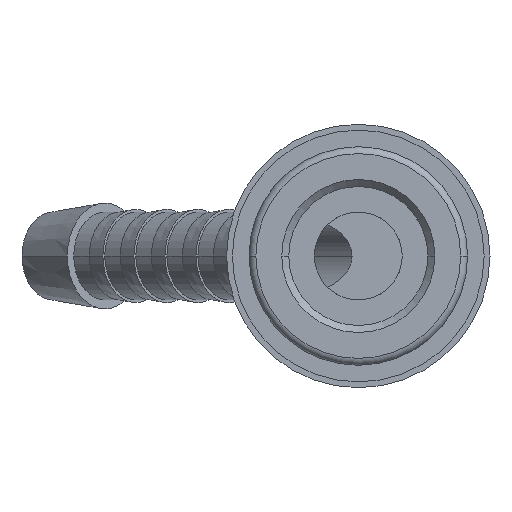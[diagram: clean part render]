
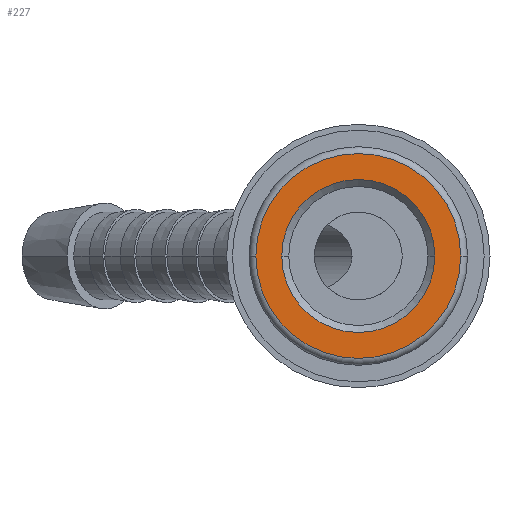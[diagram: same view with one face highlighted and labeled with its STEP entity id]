
A CAD part, front view. The second image highlights one B-rep face of the part: STEP entity #227.
In plain terms, the highlighted planar face has unit normal (0, -1, 0).
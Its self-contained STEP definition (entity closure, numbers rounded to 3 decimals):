
#227=ADVANCED_FACE('',(#481,#482),#483,.T.);
#481=FACE_BOUND('',#762,.T.);
#482=FACE_OUTER_BOUND('',#763,.T.);
#483=PLANE('',#764);
#762=EDGE_LOOP('',(#1332,#1333));
#763=EDGE_LOOP('',(#1334,#1335));
#764=AXIS2_PLACEMENT_3D('',#1336,#1337,#1338);
#1332=ORIENTED_EDGE('',*,*,#1766,.T.);
#1333=ORIENTED_EDGE('',*,*,#1739,.T.);
#1334=ORIENTED_EDGE('',*,*,#1753,.T.);
#1335=ORIENTED_EDGE('',*,*,#1748,.T.);
#1336=CARTESIAN_POINT('',(0.0,0.0,0.0));
#1337=DIRECTION('',(0.0,-1.0,0.0));
#1338=DIRECTION('',(-1.0,0.0,0.0));
#1739=EDGE_CURVE('',#2101,#2104,#2106,.T.);
#1748=EDGE_CURVE('',#2116,#2114,#2117,.T.);
#1753=EDGE_CURVE('',#2114,#2116,#2122,.T.);
#1766=EDGE_CURVE('',#2104,#2101,#2137,.T.);
#2101=VERTEX_POINT('',#2629);
#2104=VERTEX_POINT('',#2633);
#2106=CIRCLE('',#2636,5.225);
#2114=VERTEX_POINT('',#2644);
#2116=VERTEX_POINT('',#2647);
#2117=CIRCLE('',#2648,7.0);
#2122=CIRCLE('',#2654,7.0);
#2137=CIRCLE('',#2671,5.225);
#2629=CARTESIAN_POINT('',(5.225,0.0,0.));
#2633=CARTESIAN_POINT('',(-5.225,0.0,0.));
#2636=AXIS2_PLACEMENT_3D('',#3011,#3012,#3013);
#2644=CARTESIAN_POINT('',(7.0,0.0,0.0));
#2647=CARTESIAN_POINT('',(-7.0,0.0,0.));
#2648=AXIS2_PLACEMENT_3D('',#3024,#3025,#3026);
#2654=AXIS2_PLACEMENT_3D('',#3031,#3032,#3033);
#2671=AXIS2_PLACEMENT_3D('',#3051,#3052,#3053);
#3011=CARTESIAN_POINT('',(0.0,0.0,0.0));
#3012=DIRECTION('',(-0.0,1.0,0.0));
#3013=DIRECTION('',(1.0,0.0,0.0));
#3024=CARTESIAN_POINT('',(0.0,0.0,0.0));
#3025=DIRECTION('',(0.0,-1.0,0.0));
#3026=DIRECTION('',(1.0,0.0,0.0));
#3031=CARTESIAN_POINT('',(0.0,0.0,0.0));
#3032=DIRECTION('',(0.0,-1.0,0.0));
#3033=DIRECTION('',(1.0,0.0,0.0));
#3051=CARTESIAN_POINT('',(0.0,0.0,0.0));
#3052=DIRECTION('',(-0.0,1.0,0.0));
#3053=DIRECTION('',(1.0,0.0,0.0));
